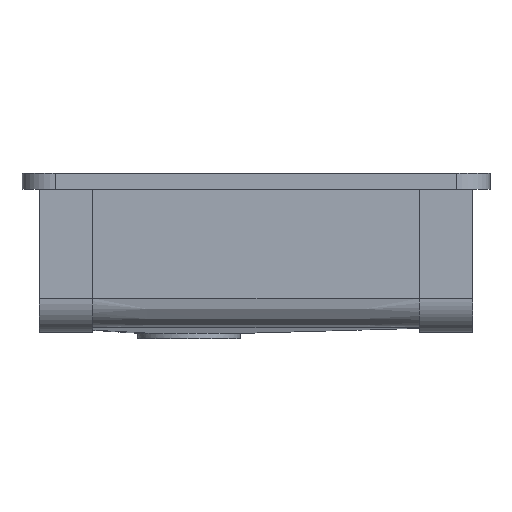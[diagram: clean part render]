
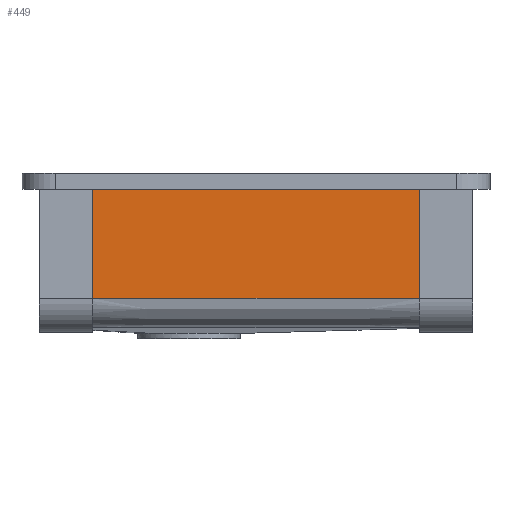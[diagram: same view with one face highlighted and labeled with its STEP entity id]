
A CAD part, left-side view. The second image highlights one B-rep face of the part: STEP entity #449.
In plain terms, the highlighted planar face has unit normal (-1, 0, 0).
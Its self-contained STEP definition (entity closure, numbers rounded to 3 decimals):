
#213=B_SPLINE_CURVE_WITH_KNOTS('',3,(#3249,#3250,#3251,#3252,#3253,#3254,
#3255,#3256,#3257,#3258),.UNSPECIFIED.,.F.,.F.,(4,2,2,2,4),(0.,0.25,0.5,
0.75,1.),.UNSPECIFIED.);
#214=B_SPLINE_CURVE_WITH_KNOTS('',3,(#3264,#3265,#3266,#3267,#3268,#3269,
#3270),.UNSPECIFIED.,.F.,.F.,(4,3,4),(0.,0.5,1.),.UNSPECIFIED.);
#449=ADVANCED_FACE('',(#651),#607,.F.);
#607=PLANE('',#2648);
#651=FACE_OUTER_BOUND('',#878,.T.);
#878=EDGE_LOOP('',(#1070,#1071,#1072,#1073,#1074));
#1070=ORIENTED_EDGE('',*,*,#2050,.T.);
#1071=ORIENTED_EDGE('',*,*,#2051,.T.);
#1072=ORIENTED_EDGE('',*,*,#2035,.F.);
#1073=ORIENTED_EDGE('',*,*,#2052,.T.);
#1074=ORIENTED_EDGE('',*,*,#2053,.T.);
#1807=VERTEX_POINT('',#3199);
#1808=VERTEX_POINT('',#3201);
#1822=VERTEX_POINT('',#3259);
#1823=VERTEX_POINT('',#3260);
#1824=VERTEX_POINT('',#3263);
#2035=EDGE_CURVE('',#1807,#1808,#2411,.T.);
#2050=EDGE_CURVE('',#1822,#1823,#213,.T.);
#2051=EDGE_CURVE('',#1823,#1808,#2420,.T.);
#2052=EDGE_CURVE('',#1807,#1824,#2421,.T.);
#2053=EDGE_CURVE('',#1824,#1822,#214,.T.);
#2411=LINE('',#3200,#2519);
#2420=LINE('',#3261,#2528);
#2421=LINE('',#3262,#2529);
#2519=VECTOR('',#2788,1.);
#2528=VECTOR('',#2809,1.);
#2529=VECTOR('',#2810,1.);
#2648=AXIS2_PLACEMENT_3D('',#3271,#2811,#2812);
#2788=DIRECTION('',(0.,-1.,0.));
#2809=DIRECTION('',(0.,0.,1.));
#2810=DIRECTION('',(0.,0.,-1.));
#2811=DIRECTION('',(1.,0.,0.));
#2812=DIRECTION('',(0.,0.,-1.));
#3199=CARTESIAN_POINT('',(-75.,-17.,-12.));
#3200=CARTESIAN_POINT('',(-75.,1.,-12.));
#3201=CARTESIAN_POINT('',(-75.,-261.,-12.));
#3249=CARTESIAN_POINT('',(-58.089,-261.,-115.));
#3250=CARTESIAN_POINT('',(-60.497,-261.,-114.427));
#3251=CARTESIAN_POINT('',(-62.752,-261.,-113.471));
#3252=CARTESIAN_POINT('',(-66.918,-261.,-110.813));
#3253=CARTESIAN_POINT('',(-68.732,-261.,-109.173));
#3254=CARTESIAN_POINT('',(-71.797,-261.,-105.293));
#3255=CARTESIAN_POINT('',(-72.971,-261.,-103.151));
#3256=CARTESIAN_POINT('',(-74.594,-261.,-98.477));
#3257=CARTESIAN_POINT('',(-75.,-261.,-96.072));
#3258=CARTESIAN_POINT('',(-75.,-261.,-93.597));
#3259=CARTESIAN_POINT('',(-75.,-261.,-93.614));
#3260=CARTESIAN_POINT('',(-75.,-261.,-93.597));
#3261=CARTESIAN_POINT('',(-75.,-261.,-93.597));
#3262=CARTESIAN_POINT('',(-75.,-17.,-115.));
#3263=CARTESIAN_POINT('',(-75.,-17.,-93.629));
#3264=CARTESIAN_POINT('',(-75.,-17.,-93.629));
#3265=CARTESIAN_POINT('',(-75.,-57.667,-93.642));
#3266=CARTESIAN_POINT('',(-75.,-98.333,-93.648));
#3267=CARTESIAN_POINT('',(-75.,-139.,-93.645));
#3268=CARTESIAN_POINT('',(-75.,-179.667,-93.642));
#3269=CARTESIAN_POINT('',(-75.,-220.333,-93.63));
#3270=CARTESIAN_POINT('',(-75.,-261.,-93.614));
#3271=CARTESIAN_POINT('',(-75.,-301.,-115.));
